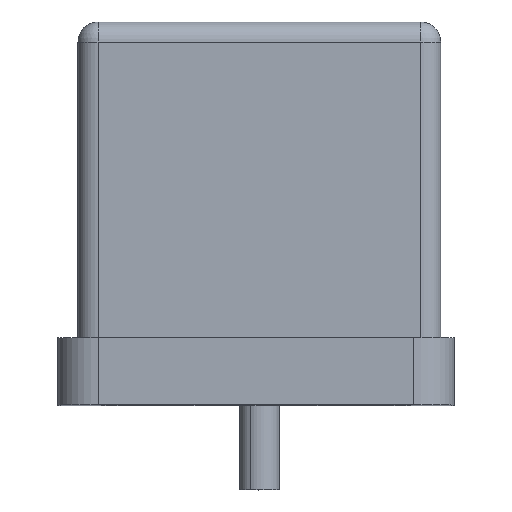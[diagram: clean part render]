
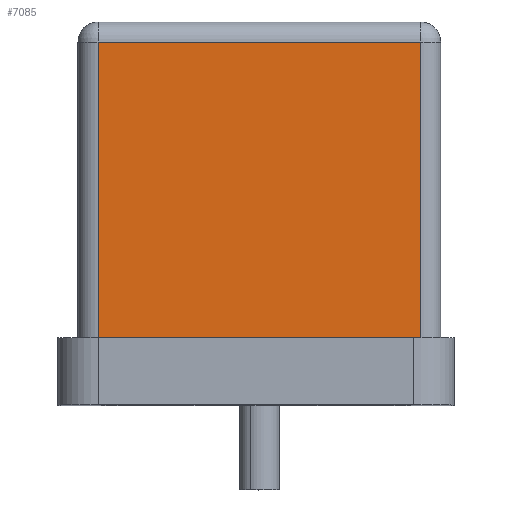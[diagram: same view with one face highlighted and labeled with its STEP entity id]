
A CAD part, top view. The second image highlights one B-rep face of the part: STEP entity #7085.
In plain terms, the highlighted face is planar.
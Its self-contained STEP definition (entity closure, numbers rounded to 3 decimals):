
#2296=PLANE('',#19864);
#4058=LINE('',#28362,#5989);
#4059=LINE('',#28365,#5990);
#4060=LINE('',#28367,#5991);
#4061=LINE('',#28369,#5992);
#5989=VECTOR('',#22882,1.);
#5990=VECTOR('',#22883,1.);
#5991=VECTOR('',#22884,1.);
#5992=VECTOR('',#22885,1.);
#7085=ADVANCED_FACE('',(#7994),#2296,.F.);
#7994=FACE_OUTER_BOUND('',#8957,.T.);
#8957=EDGE_LOOP('',(#12086,#12087,#12088,#12089));
#12086=ORIENTED_EDGE('',*,*,#17892,.F.);
#12087=ORIENTED_EDGE('',*,*,#17893,.T.);
#12088=ORIENTED_EDGE('',*,*,#17894,.T.);
#12089=ORIENTED_EDGE('',*,*,#17895,.T.);
#15819=VERTEX_POINT('',#28363);
#15820=VERTEX_POINT('',#28364);
#15821=VERTEX_POINT('',#28366);
#15822=VERTEX_POINT('',#28368);
#17892=EDGE_CURVE('',#15819,#15820,#4058,.T.);
#17893=EDGE_CURVE('',#15819,#15821,#4059,.T.);
#17894=EDGE_CURVE('',#15821,#15822,#4060,.T.);
#17895=EDGE_CURVE('',#15822,#15820,#4061,.T.);
#19864=AXIS2_PLACEMENT_3D('',#28370,#22886,#22887);
#22882=DIRECTION('',(0.,0.,-1.));
#22883=DIRECTION('',(0.,1.,0.));
#22884=DIRECTION('',(0.,0.,-1.));
#22885=DIRECTION('',(0.,-1.,0.));
#22886=DIRECTION('',(1.,0.,0.));
#22887=DIRECTION('',(0.,-1.,0.));
#28362=CARTESIAN_POINT('',(-13.5,-13.5,27.));
#28363=CARTESIAN_POINT('',(-13.5,-13.5,25.5));
#28364=CARTESIAN_POINT('',(-13.5,-13.5,1.5));
#28365=CARTESIAN_POINT('',(-13.5,13.5,25.5));
#28366=CARTESIAN_POINT('',(-13.5,12.,25.5));
#28367=CARTESIAN_POINT('',(-13.5,12.,27.));
#28368=CARTESIAN_POINT('',(-13.5,12.,1.5));
#28369=CARTESIAN_POINT('',(-13.5,13.5,1.5));
#28370=CARTESIAN_POINT('',(-13.5,13.5,27.));
